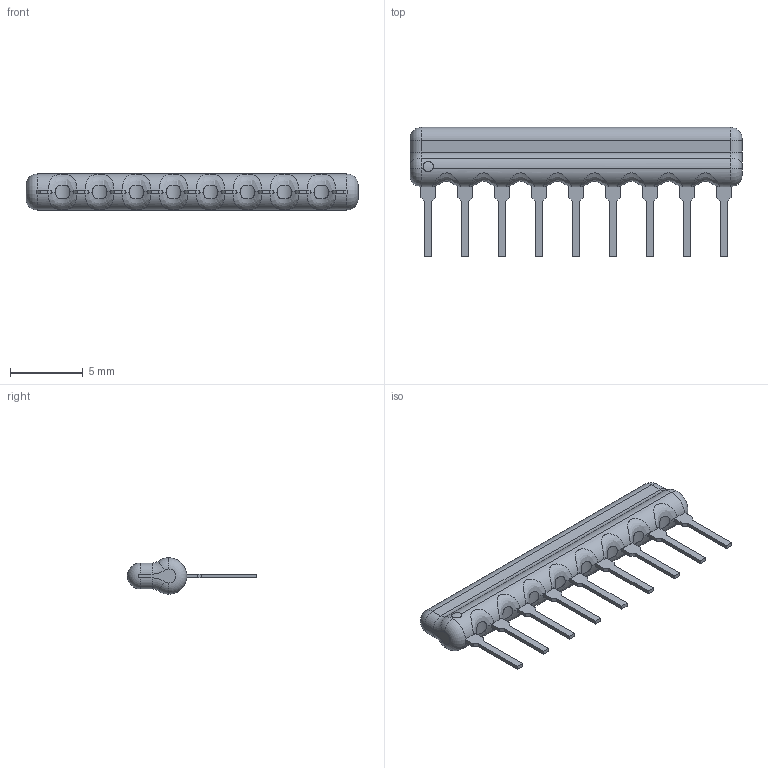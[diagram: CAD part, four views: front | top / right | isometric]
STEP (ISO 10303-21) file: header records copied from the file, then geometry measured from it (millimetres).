
FILE_DESCRIPTION (( 'STEP AP214' ), '1' );
FILE_NAME ('4609X-101-106LF.STEP', '2023-05-02T02:23:16', ( '' ), ( '' ), 'SwSTEP 2.0', 'SolidWorks 2021', '' );
FILE_SCHEMA (( 'AUTOMOTIVE_DESIGN' ));
Length unit declared in the file: millimetre
Products named in the file (1): 4609X-101-106LF
Bounding box: 22.81 x 8.88 x 2.49 mm (x, y, z)
Volume: 173 mm3; surface area: 347.7 mm2
Topology: 11 solids, 11 shells, 192 faces, 496 edges, 326 vertices
Faces by surface type: plane 141, cylinder 23, bspline 16, torus 12
Entity records: 7630 total; most frequent: CARTESIAN_POINT 3025, ORIENTED_EDGE 992, DIRECTION 808, EDGE_CURVE 496, LINE 326, VERTEX_POINT 326, VECTOR 326, AXIS2_PLACEMENT_3D 241
